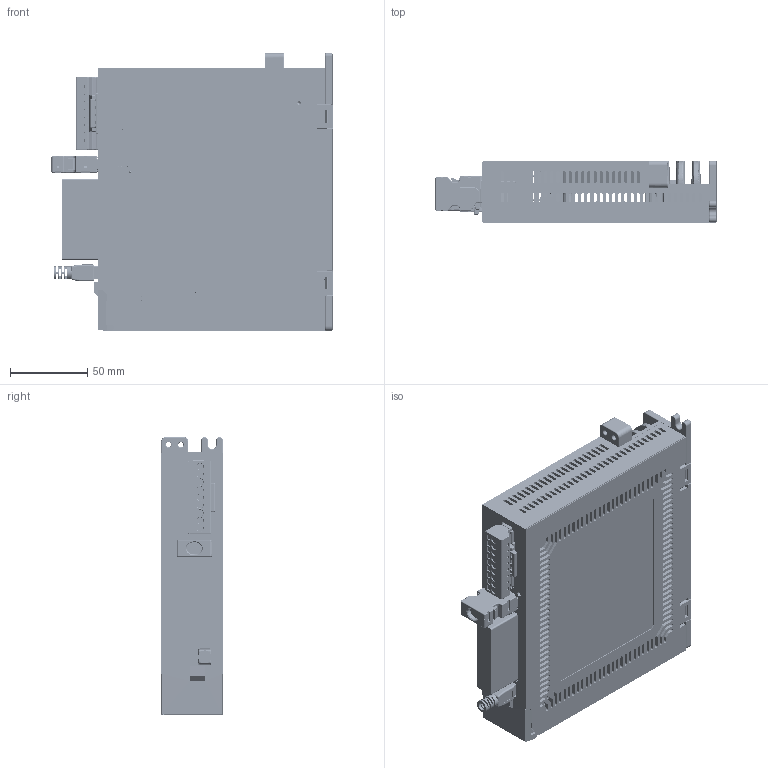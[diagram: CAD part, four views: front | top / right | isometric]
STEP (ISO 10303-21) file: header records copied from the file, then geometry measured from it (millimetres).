
FILE_DESCRIPTION((''),'2;1');
FILE_NAME('01','2023-08-14T15:05:22',('ms27526'),(''),'CREO PARAMETRIC BY PTC INC, 2018100','CREO PARAMETRIC BY PTC INC, 2018100','');
FILE_SCHEMA(('CONFIG_CONTROL_DESIGN'));
Products named in the file (1): 01
Bounding box: 182 x 40.4 x 180 mm (x, y, z)
Volume: 218985.9 mm3; surface area: 286913.3 mm2
Topology: 108 solids, 194 shells, 9961 faces, 27423 edges, 17885 vertices
Faces by surface type: plane 6988, cylinder 2455, torus 175, bspline 147, cone 134, sphere 43, extrusion 19
Entity records: 327853 total; most frequent: CARTESIAN_POINT 73328, ORIENTED_EDGE 54034, DIRECTION 49646, EDGE_CURVE 27375, VECTOR 21094, LINE 21075, VERTEX_POINT 17885, AXIS2_PLACEMENT_3D 14276
